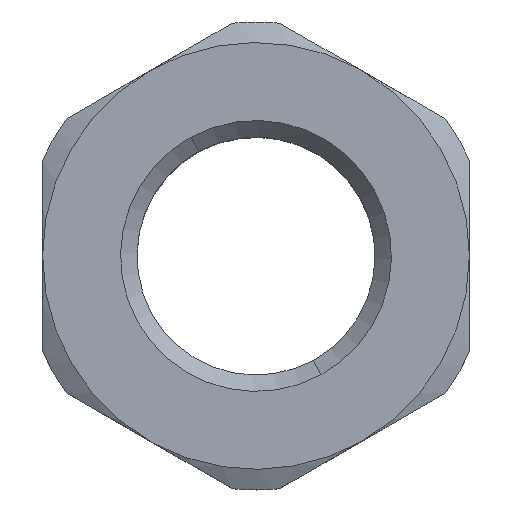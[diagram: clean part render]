
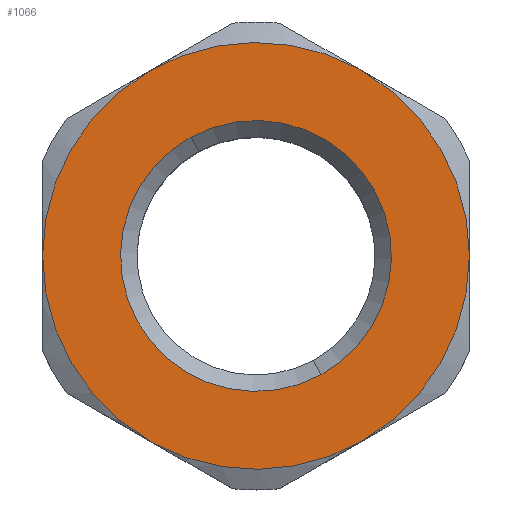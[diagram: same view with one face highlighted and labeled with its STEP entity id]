
A CAD part, top view. The second image highlights one B-rep face of the part: STEP entity #1066.
In plain terms, the highlighted planar face has unit normal (0, 0, 1).
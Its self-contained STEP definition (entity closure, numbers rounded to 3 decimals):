
#930=AXIS2_PLACEMENT_3D('Circle Axis2P3D',#928,#929,$) ;
#941=AXIS2_PLACEMENT_3D('Circle Axis2P3D',#939,#940,$) ;
#955=AXIS2_PLACEMENT_3D('Circle Axis2P3D',#953,#954,$) ;
#967=AXIS2_PLACEMENT_3D('Circle Axis2P3D',#965,#966,$) ;
#986=AXIS2_PLACEMENT_3D('Circle Axis2P3D',#984,#985,$) ;
#997=AXIS2_PLACEMENT_3D('Circle Axis2P3D',#995,#996,$) ;
#1011=AXIS2_PLACEMENT_3D('Circle Axis2P3D',#1009,#1010,$) ;
#1023=AXIS2_PLACEMENT_3D('Circle Axis2P3D',#1021,#1022,$) ;
#1036=AXIS2_PLACEMENT_3D('Plane Axis2P3D',#1033,#1034,#1035) ;
#1050=AXIS2_PLACEMENT_3D('Circle Axis2P3D',#1048,#1049,$) ;
#1059=AXIS2_PLACEMENT_3D('Circle Axis2P3D',#1057,#1058,$) ;
#406=CARTESIAN_POINT('Vertex',(19.5,25.508,20.)) ;
#579=CARTESIAN_POINT('Vertex',(19.5,2.992,20.)) ;
#626=CARTESIAN_POINT('Vertex',(26.,14.25,20.)) ;
#742=CARTESIAN_POINT('Vertex',(6.5,25.508,20.)) ;
#819=CARTESIAN_POINT('Vertex',(0.,14.25,20.)) ;
#867=CARTESIAN_POINT('Vertex',(6.5,2.992,20.)) ;
#925=CARTESIAN_POINT('Vertex',(6.767,2.841,20.)) ;
#928=CARTESIAN_POINT('Axis2P3D Location',(13.,14.25,20.)) ;
#939=CARTESIAN_POINT('Axis2P3D Location',(13.,14.25,20.)) ;
#953=CARTESIAN_POINT('Axis2P3D Location',(13.,14.25,20.)) ;
#965=CARTESIAN_POINT('Axis2P3D Location',(13.,14.25,20.)) ;
#981=CARTESIAN_POINT('Vertex',(19.233,25.659,20.)) ;
#984=CARTESIAN_POINT('Axis2P3D Location',(13.,14.25,20.)) ;
#995=CARTESIAN_POINT('Axis2P3D Location',(13.,14.25,20.)) ;
#1009=CARTESIAN_POINT('Axis2P3D Location',(13.,14.25,20.)) ;
#1021=CARTESIAN_POINT('Axis2P3D Location',(13.,14.25,20.)) ;
#1033=CARTESIAN_POINT('Axis2P3D Location',(13.,14.25,20.)) ;
#1048=CARTESIAN_POINT('Axis2P3D Location',(13.,14.25,20.)) ;
#1052=CARTESIAN_POINT('Vertex',(16.955,7.01,20.)) ;
#1054=CARTESIAN_POINT('Vertex',(9.045,21.49,20.)) ;
#1057=CARTESIAN_POINT('Axis2P3D Location',(13.,14.25,20.)) ;
#929=DIRECTION('Axis2P3D Direction',(0.,0.,-1.)) ;
#940=DIRECTION('Axis2P3D Direction',(0.,0.,-1.)) ;
#954=DIRECTION('Axis2P3D Direction',(0.,0.,-1.)) ;
#966=DIRECTION('Axis2P3D Direction',(0.,0.,-1.)) ;
#985=DIRECTION('Axis2P3D Direction',(0.,0.,-1.)) ;
#996=DIRECTION('Axis2P3D Direction',(0.,0.,-1.)) ;
#1010=DIRECTION('Axis2P3D Direction',(0.,0.,-1.)) ;
#1022=DIRECTION('Axis2P3D Direction',(0.,0.,-1.)) ;
#1034=DIRECTION('Axis2P3D Direction',(0.,0.,-1.)) ;
#1035=DIRECTION('Axis2P3D XDirection',(0.,1.,0.)) ;
#1049=DIRECTION('Axis2P3D Direction',(0.,0.,-1.)) ;
#1058=DIRECTION('Axis2P3D Direction',(0.,0.,-1.)) ;
#1039=ORIENTED_EDGE('',*,*,#932,.F.) ;
#1040=ORIENTED_EDGE('',*,*,#943,.F.) ;
#1041=ORIENTED_EDGE('',*,*,#957,.F.) ;
#1042=ORIENTED_EDGE('',*,*,#969,.F.) ;
#1043=ORIENTED_EDGE('',*,*,#988,.F.) ;
#1044=ORIENTED_EDGE('',*,*,#999,.F.) ;
#1045=ORIENTED_EDGE('',*,*,#1013,.F.) ;
#1046=ORIENTED_EDGE('',*,*,#1025,.F.) ;
#1063=ORIENTED_EDGE('',*,*,#1056,.F.) ;
#1064=ORIENTED_EDGE('',*,*,#1061,.F.) ;
#1065=FACE_BOUND('',#1062,.T.) ;
#1066=ADVANCED_FACE('Adapter_M20-M16.1\\Koerper.2',(#1047,#1065),#1037,.F.) ;
#931=CIRCLE('generated circle',#930,13.) ;
#942=CIRCLE('generated circle',#941,13.) ;
#956=CIRCLE('generated circle',#955,13.) ;
#968=CIRCLE('generated circle',#967,13.) ;
#987=CIRCLE('generated circle',#986,13.) ;
#998=CIRCLE('generated circle',#997,13.) ;
#1012=CIRCLE('generated circle',#1011,13.) ;
#1024=CIRCLE('generated circle',#1023,13.) ;
#1051=CIRCLE('generated circle',#1050,8.25) ;
#1060=CIRCLE('generated circle',#1059,8.25) ;
#932=EDGE_CURVE('',#926,#868,#931,.T.) ;
#943=EDGE_CURVE('',#580,#926,#942,.T.) ;
#957=EDGE_CURVE('',#627,#580,#956,.T.) ;
#969=EDGE_CURVE('',#407,#627,#968,.T.) ;
#988=EDGE_CURVE('',#982,#407,#987,.T.) ;
#999=EDGE_CURVE('',#743,#982,#998,.T.) ;
#1013=EDGE_CURVE('',#820,#743,#1012,.T.) ;
#1025=EDGE_CURVE('',#868,#820,#1024,.T.) ;
#1056=EDGE_CURVE('',#1053,#1055,#1051,.F.) ;
#1061=EDGE_CURVE('',#1055,#1053,#1060,.F.) ;
#1038=EDGE_LOOP('',(#1039,#1040,#1041,#1042,#1043,#1044,#1045,#1046)) ;
#1062=EDGE_LOOP('',(#1063,#1064)) ;
#1047=FACE_OUTER_BOUND('',#1038,.T.) ;
#1037=PLANE('',#1036) ;
#407=VERTEX_POINT('',#406) ;
#580=VERTEX_POINT('',#579) ;
#627=VERTEX_POINT('',#626) ;
#743=VERTEX_POINT('',#742) ;
#820=VERTEX_POINT('',#819) ;
#868=VERTEX_POINT('',#867) ;
#926=VERTEX_POINT('',#925) ;
#982=VERTEX_POINT('',#981) ;
#1053=VERTEX_POINT('',#1052) ;
#1055=VERTEX_POINT('',#1054) ;
